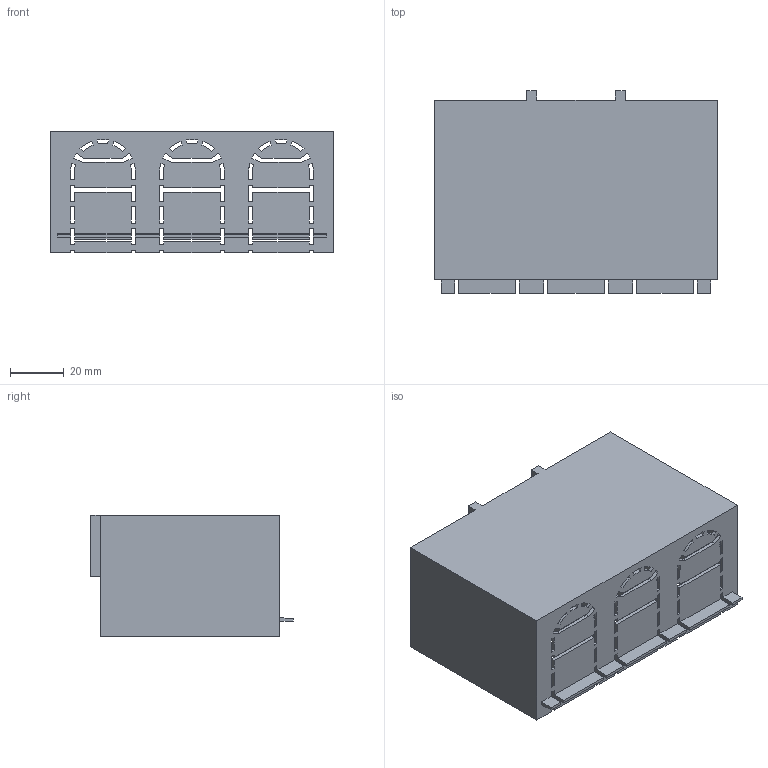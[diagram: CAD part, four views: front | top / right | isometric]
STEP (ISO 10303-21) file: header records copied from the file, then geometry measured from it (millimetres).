
FILE_DESCRIPTION(('CATIA V5 STEP'),'2;1');
FILE_NAME('T8053130_L_Anschlussraumabdeckung-AA-KETO-00-3_66.stp','2017-05-11T13:44:47+00:00',('none'),('Jean Müller GmbH'),'CATIA Version 5 Release 19 SP 9 (IN-10)','CATIA V5 STEP AP214','none');
FILE_SCHEMA(('AUTOMOTIVE_DESIGN { 1 0 10303 214 1 1 1 1 }'));
Length unit declared in the file: millimetre
Products named in the file (1): T8053130_L_Anschlussraumabdeckung AA-KETO-00-3/66
Bounding box: 105 x 75.1 x 45 mm (x, y, z)
Volume: 29639.6 mm3; surface area: 46317.6 mm2
Topology: 1 solids, 1 shells, 306 faces, 926 edges, 618 vertices
Faces by surface type: plane 270, cylinder 36
Entity records: 9379 total; most frequent: ORIENTED_EDGE 1852, CARTESIAN_POINT 1816, DIRECTION 1087, EDGE_CURVE 926, VECTOR 815, LINE 815, VERTEX_POINT 618, EDGE_LOOP 366
